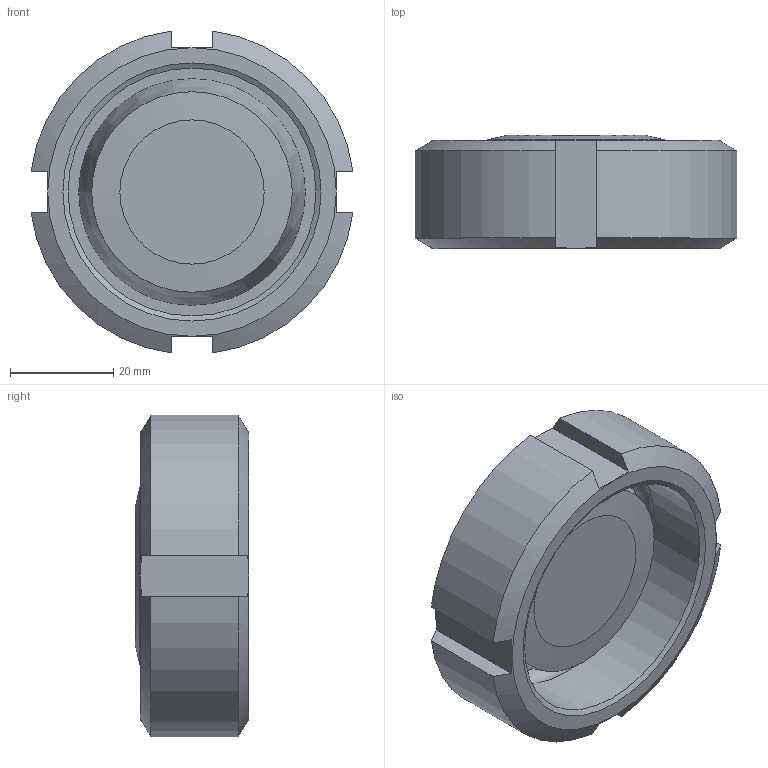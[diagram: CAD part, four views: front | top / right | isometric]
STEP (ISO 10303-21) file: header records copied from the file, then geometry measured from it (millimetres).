
FILE_DESCRIPTION(/* description */ (''),/* implementation_level */ '2;1');
FILE_NAME(/* name */ '31300W.stp',/* time_stamp */ '2018-02-05T10:49:14+01:00',/* author */ ('acgl'),/* organization */ (''),/* preprocessor_version */ 'ST-DEVELOPER v15.6',/* originating_system */ 'Autodesk Inventor 2015',/* authorisation */ '');
FILE_SCHEMA (('AUTOMOTIVE_DESIGN { 1 0 10303 214 3 1 1 }'));
Length unit declared in the file: centimetre
Products named in the file (1): 31300W
Bounding box: 62.49 x 22 x 62.49 mm (x, y, z)
Volume: 42389.2 mm3; surface area: 14010.6 mm2
Topology: 1 solids, 1 shells, 41 faces, 91 edges, 57 vertices
Faces by surface type: plane 19, cone 12, cylinder 7, torus 3
Full cylindrical faces by diameter (mm): 5.5 x1, 10.1 x1, 48.1 x1
Entity records: 1106 total; most frequent: CARTESIAN_POINT 240, DIRECTION 162, ORIENTED_EDGE 158, EDGE_CURVE 79, AXIS2_PLACEMENT_3D 73, EDGE_LOOP 56, VERTEX_POINT 55, FACE_OUTER_BOUND 41
